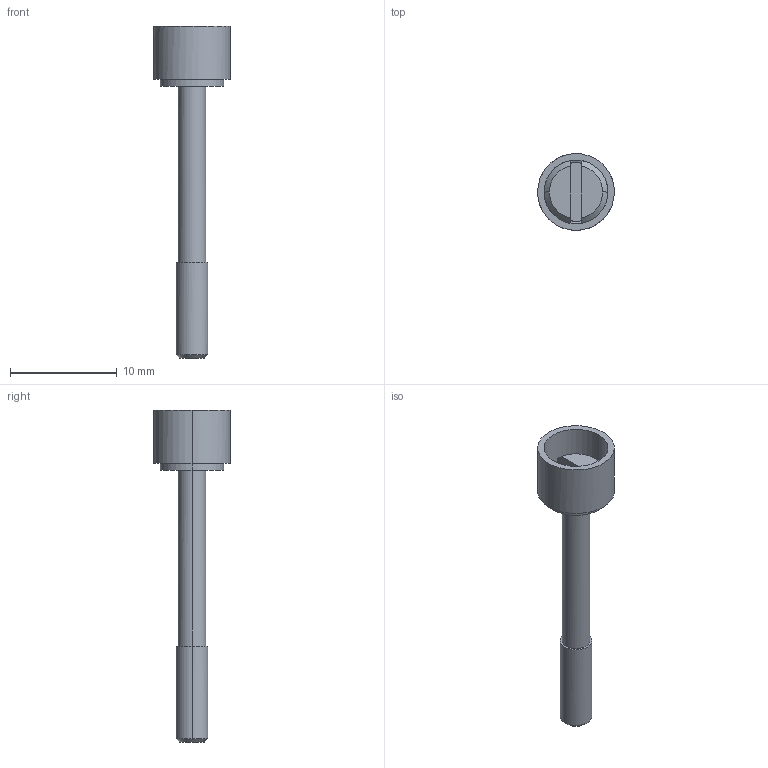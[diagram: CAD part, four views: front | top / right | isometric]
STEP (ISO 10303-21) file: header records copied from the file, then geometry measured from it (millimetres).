
FILE_DESCRIPTION(('CATIA V5R24 STEP','CAx-IF Rec.Pracs.--- Model Styling and Organization---1.2---2011-12-15'),'2;1');
FILE_NAME ('D1445874_0', '2017-04-24T05:27:41+00:00', ('Weidmueller Interface'), ('Weidmueller'), 'CATIA Version 5-6 Release 2014 SP4 HF52', 'CATIA V5 STEP AP214', 'none');
FILE_SCHEMA(('AUTOMOTIVE_DESIGN { 1 0 10303 214 1 1 1 1 }'));
Length unit declared in the file: millimetre
Products named in the file (1): v5-standard_part
Bounding box: 7.2 x 7.2 x 31.15 mm (x, y, z)
Volume: 291.9 mm3; surface area: 590.2 mm2
Topology: 2 solids, 2 shells, 45 faces, 100 edges, 64 vertices
Faces by surface type: cylinder 20, plane 15, cone 6, torus 4
Entity records: 1489 total; most frequent: CARTESIAN_POINT 490, ORIENTED_EDGE 200, DIRECTION 173, EDGE_CURVE 100, AXIS2_PLACEMENT_3D 88, VERTEX_POINT 64, EDGE_LOOP 52, ADVANCED_FACE 45
